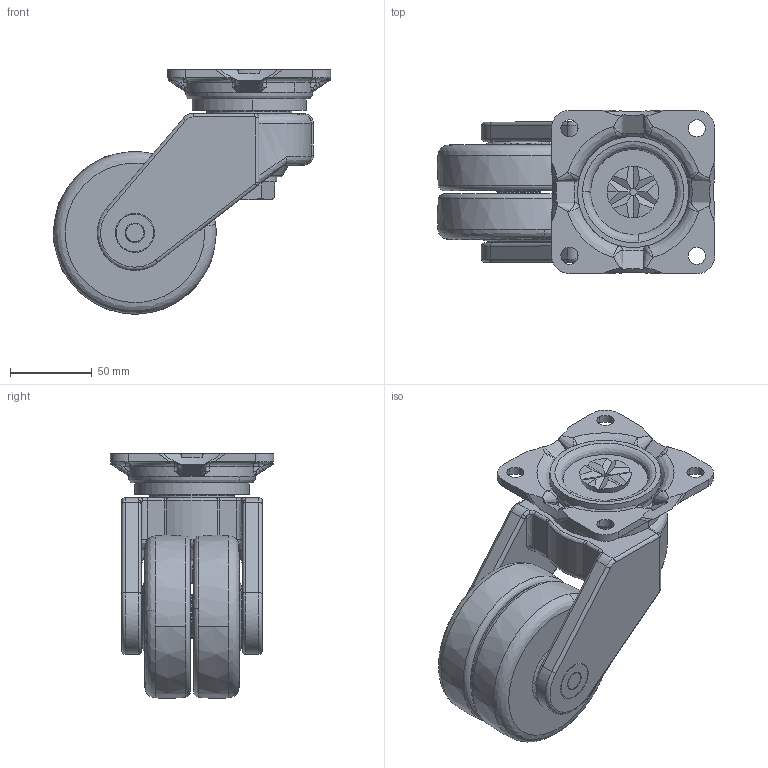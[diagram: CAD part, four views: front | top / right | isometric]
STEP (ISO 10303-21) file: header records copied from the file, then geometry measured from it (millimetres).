
FILE_DESCRIPTION((''),'2;1');
FILE_NAME('','2005-12-16T17:17:09',(''),(''),'','CADfix','');
FILE_SCHEMA(('AUTOMOTIVE_DESIGN'));
Length unit declared in the file: millimetre
Products named in the file (6): wheel; mounting plate; main shaft; body; axle; No_107X_N_17580_36
Assembly tree (5 placements, depth 2):
  No_107X_N_17580_36
    wheel
    mounting plate
    main shaft
    body
    axle
Bounding box: 170 x 100 x 149.99 mm (x, y, z)
Volume: 852470.6 mm3; surface area: 141992 mm2
Topology: 5 solids, 5 shells, 479 faces, 1355 edges, 882 vertices
Faces by surface type: bspline 479
Entity records: 22493 total; most frequent: CARTESIAN_POINT 15205, ORIENTED_EDGE 2662, EDGE_CURVE 1331, VERTEX_POINT 882, EDGE_LOOP 517, FACE_OUTER_BOUND 479, ADVANCED_FACE 479, QUASI_UNIFORM_CURVE 389
